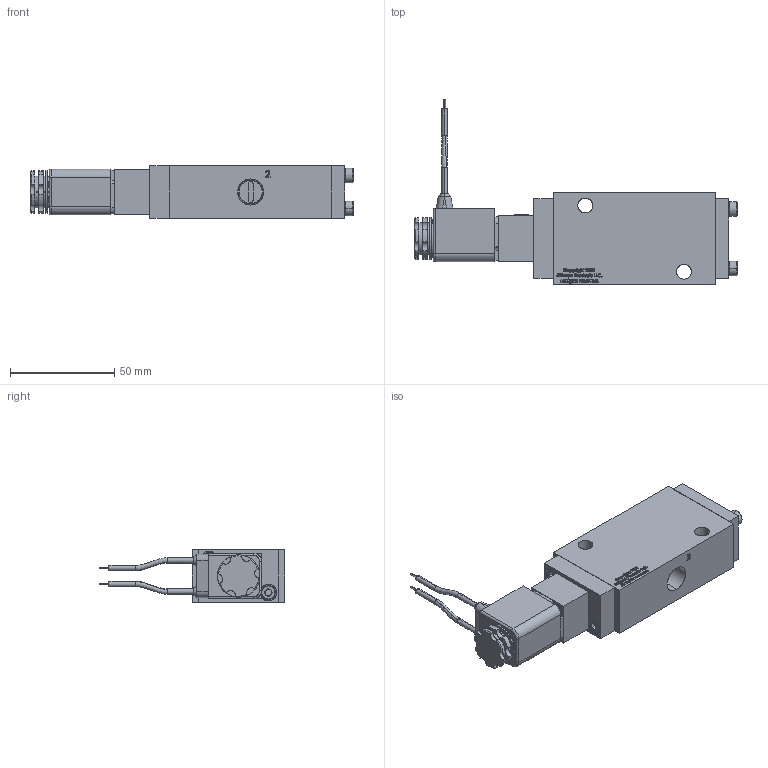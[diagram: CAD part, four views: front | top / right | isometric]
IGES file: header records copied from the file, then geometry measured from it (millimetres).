
Start section: SolidWorks IGES file using analytic representation for surfaces
Global section: file name: V2516N0523-DAL-VALVE-.25-NPT-3-2-SOL-SR-12DC.IGS; native system: SolidWorks 2018; preprocessor: SolidWorks 2018; author: engremote3; date: 210730.043919; units: inch
Bounding box: 154.74 x 89.23 x 25.4 mm (x, y, z)
Surface area: 26358.9 mm2 (no closed solid volume)
Topology: 0 solids, 0 shells, 1824 faces, 20342 edges, 20334 vertices
Faces by surface type: bspline 1576, revolution 248
